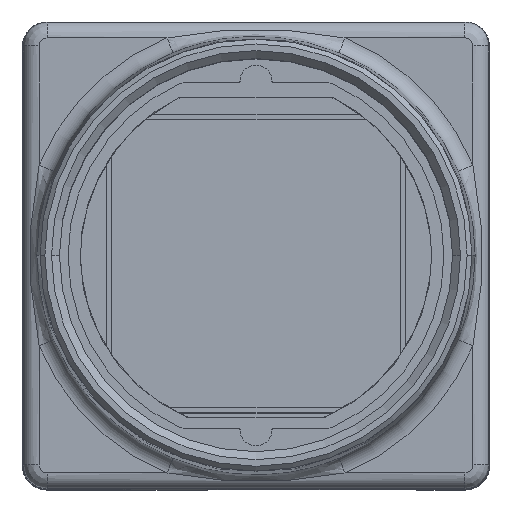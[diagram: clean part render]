
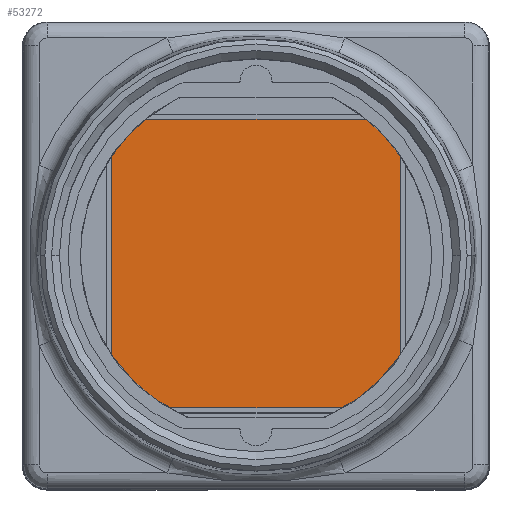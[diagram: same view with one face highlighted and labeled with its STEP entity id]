
A CAD part, top view. The second image highlights one B-rep face of the part: STEP entity #53272.
In plain terms, the highlighted planar face has unit normal (0, 0, 1).
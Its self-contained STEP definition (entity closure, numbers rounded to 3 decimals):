
#5946 = CARTESIAN_POINT ( 'NONE',  ( 9.03, 9.03, 0.55 ) ) ;
#10254 = EDGE_CURVE ( 'NONE', #142710, #50283, #32768, .T. ) ;
#28948 = ORIENTED_EDGE ( 'NONE', *, *, #10254, .T. ) ;
#32768 = LINE ( 'NONE', #164640, #141142 ) ;
#33679 = CARTESIAN_POINT ( 'NONE',  ( 9.03, -9.03, 0.55 ) ) ;
#36871 = LINE ( 'NONE', #148507, #112173 ) ;
#50283 = VERTEX_POINT ( 'NONE', #33679 ) ;
#50432 = DIRECTION ( 'NONE',  ( 0., -1., 0. ) ) ;
#51610 = VECTOR ( 'NONE', #50432, 1000. ) ;
#53272 = ADVANCED_FACE ( 'NONE', ( #172763 ), #56952, .T. ) ;
#56952 = PLANE ( 'NONE',  #170536 ) ;
#63878 = DIRECTION ( 'NONE',  ( -1., 0., 0. ) ) ;
#80162 = DIRECTION ( 'NONE',  ( 1., 0., 0. ) ) ;
#94329 = EDGE_CURVE ( 'NONE', #166360, #136694, #36871, .T. ) ;
#98925 = EDGE_LOOP ( 'NONE', ( #155674, #28948, #133028, #139185 ) ) ;
#100574 = LINE ( 'NONE', #5946, #133523 ) ;
#103330 = EDGE_CURVE ( 'NONE', #50283, #166360, #100574, .T. ) ;
#112173 = VECTOR ( 'NONE', #63878, 1000. ) ;
#112478 = CARTESIAN_POINT ( 'NONE',  ( -9.03, 9.03, 0.55 ) ) ;
#112693 = DIRECTION ( 'NONE',  ( 0., 0., 1. ) ) ;
#112843 = CARTESIAN_POINT ( 'NONE',  ( 9.03, 9.03, 0.55 ) ) ;
#119118 = DIRECTION ( 'NONE',  ( 0., 1., 0. ) ) ;
#122240 = EDGE_CURVE ( 'NONE', #136694, #142710, #164451, .T. ) ;
#131133 = CARTESIAN_POINT ( 'NONE',  ( -9.03, -9.03, 0.55 ) ) ;
#133028 = ORIENTED_EDGE ( 'NONE', *, *, #103330, .T. ) ;
#133523 = VECTOR ( 'NONE', #119118, 1000. ) ;
#136694 = VERTEX_POINT ( 'NONE', #112478 ) ;
#139185 = ORIENTED_EDGE ( 'NONE', *, *, #94329, .T. ) ;
#141142 = VECTOR ( 'NONE', #80162, 1000. ) ;
#142710 = VERTEX_POINT ( 'NONE', #131133 ) ;
#148507 = CARTESIAN_POINT ( 'NONE',  ( -9.03, 9.03, 0.55 ) ) ;
#149340 = CARTESIAN_POINT ( 'NONE',  ( -9.03, 9.03, 0.55 ) ) ;
#155674 = ORIENTED_EDGE ( 'NONE', *, *, #122240, .T. ) ;
#155866 = CARTESIAN_POINT ( 'NONE',  ( -9.03, -9.03, 0.55 ) ) ;
#164451 = LINE ( 'NONE', #149340, #51610 ) ;
#164640 = CARTESIAN_POINT ( 'NONE',  ( -9.03, -9.03, 0.55 ) ) ;
#166360 = VERTEX_POINT ( 'NONE', #112843 ) ;
#170046 = DIRECTION ( 'NONE',  ( 1., 0., 0. ) ) ;
#170536 = AXIS2_PLACEMENT_3D ( 'NONE', #155866, #112693, #170046 ) ;
#172763 = FACE_OUTER_BOUND ( 'NONE', #98925, .T. ) ;
